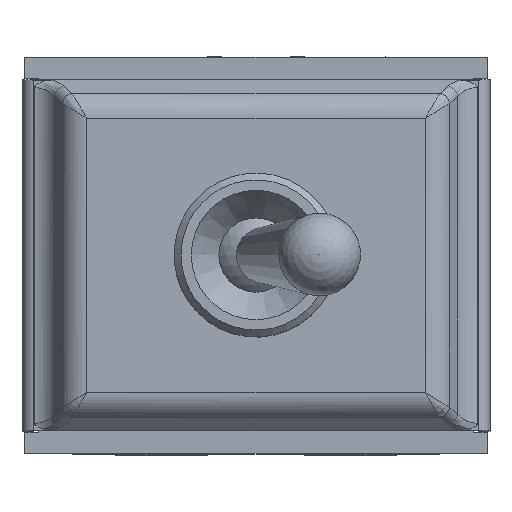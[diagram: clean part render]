
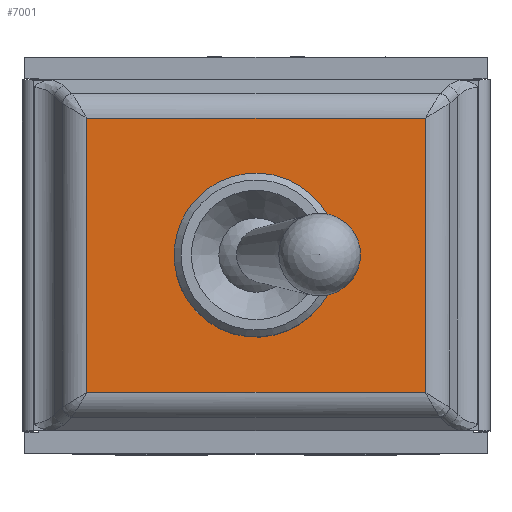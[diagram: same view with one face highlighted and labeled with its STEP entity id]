
A CAD part, top view. The second image highlights one B-rep face of the part: STEP entity #7001.
In plain terms, the highlighted planar face has unit normal (0, 0, 1).
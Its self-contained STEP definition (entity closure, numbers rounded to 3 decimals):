
#82=FACE_BOUND('',#2191,.T.);
#270=LINE('',#10562,#1019);
#271=LINE('',#10564,#1020);
#272=LINE('',#10566,#1021);
#273=LINE('',#10567,#1022);
#274=LINE('',#10572,#1023);
#275=LINE('',#10574,#1024);
#276=LINE('',#10575,#1025);
#1019=VECTOR('',#8336,10.);
#1020=VECTOR('',#8337,10.);
#1021=VECTOR('',#8338,10.);
#1022=VECTOR('',#8339,10.);
#1023=VECTOR('',#8342,10.);
#1024=VECTOR('',#8343,10.);
#1025=VECTOR('',#8344,10.);
#1779=FACE_OUTER_BOUND('',#2190,.T.);
#2190=EDGE_LOOP('',(#4790,#4791,#4792,#4793));
#2191=EDGE_LOOP('',(#4794,#4795,#4796,#4797));
#2632=CIRCLE('',#7490,5.953);
#2913=VERTEX_POINT('',#10560);
#2914=VERTEX_POINT('',#10561);
#2915=VERTEX_POINT('',#10563);
#2916=VERTEX_POINT('',#10565);
#2917=VERTEX_POINT('',#10568);
#2918=VERTEX_POINT('',#10569);
#2919=VERTEX_POINT('',#10571);
#2920=VERTEX_POINT('',#10573);
#3630=EDGE_CURVE('',#2913,#2914,#270,.T.);
#3631=EDGE_CURVE('',#2915,#2913,#271,.T.);
#3632=EDGE_CURVE('',#2915,#2916,#272,.T.);
#3633=EDGE_CURVE('',#2916,#2914,#273,.T.);
#3634=EDGE_CURVE('',#2917,#2918,#2632,.T.);
#3635=EDGE_CURVE('',#2918,#2919,#274,.T.);
#3636=EDGE_CURVE('',#2919,#2920,#275,.T.);
#3637=EDGE_CURVE('',#2920,#2917,#276,.T.);
#4790=ORIENTED_EDGE('',*,*,#3630,.F.);
#4791=ORIENTED_EDGE('',*,*,#3631,.F.);
#4792=ORIENTED_EDGE('',*,*,#3632,.T.);
#4793=ORIENTED_EDGE('',*,*,#3633,.T.);
#4794=ORIENTED_EDGE('',*,*,#3634,.T.);
#4795=ORIENTED_EDGE('',*,*,#3635,.T.);
#4796=ORIENTED_EDGE('',*,*,#3636,.T.);
#4797=ORIENTED_EDGE('',*,*,#3637,.T.);
#6703=PLANE('',#7489);
#7001=ADVANCED_FACE('',(#1779,#82),#6703,.T.);
#7489=AXIS2_PLACEMENT_3D('',#10559,#8334,#8335);
#7490=AXIS2_PLACEMENT_3D('',#10570,#8340,#8341);
#8334=DIRECTION('center_axis',(0.,0.,
1.));
#8335=DIRECTION('ref_axis',(-1.,0.,0.));
#8336=DIRECTION('',(-1.,0.,0.));
#8337=DIRECTION('',(0.,-1.,0.));
#8338=DIRECTION('',(-1.,0.,0.));
#8339=DIRECTION('',(0.,-1.,0.));
#8340=DIRECTION('center_axis',(0.,0.,
-1.));
#8341=DIRECTION('ref_axis',(-1.,0.,0.));
#8342=DIRECTION('',(-1.,0.,0.));
#8343=DIRECTION('',(0.,-1.,0.));
#8344=DIRECTION('',(1.,0.,0.));
#10559=CARTESIAN_POINT('Origin',(12.281,0.,
14.3));
#10560=CARTESIAN_POINT('',(12.281,-9.962,14.3));
#10561=CARTESIAN_POINT('',(-12.281,-9.962,14.3));
#10562=CARTESIAN_POINT('',(0.,-9.962,14.3));
#10563=CARTESIAN_POINT('',(12.281,9.962,14.3));
#10564=CARTESIAN_POINT('',(12.281,0.,14.3));
#10565=CARTESIAN_POINT('',(-12.281,9.962,14.3));
#10566=CARTESIAN_POINT('',(0.,9.962,14.3));
#10567=CARTESIAN_POINT('',(-12.281,0.,14.3));
#10568=CARTESIAN_POINT('',(5.885,-0.9,14.3));
#10569=CARTESIAN_POINT('',(5.885,0.9,14.3));
#10570=CARTESIAN_POINT('Origin',(0.,0.,
14.3));
#10571=CARTESIAN_POINT('',(4.847,0.9,14.3));
#10572=CARTESIAN_POINT('',(2.942,0.9,14.3));
#10573=CARTESIAN_POINT('',(4.847,-0.9,14.3));
#10574=CARTESIAN_POINT('',(4.847,0.45,14.3));
#10575=CARTESIAN_POINT('',(2.423,-0.9,14.3));
